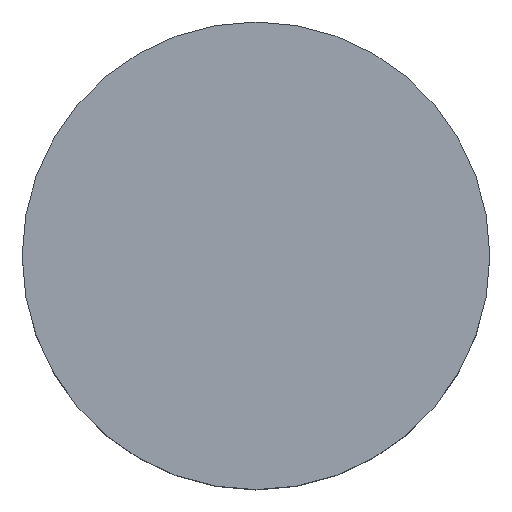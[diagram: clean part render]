
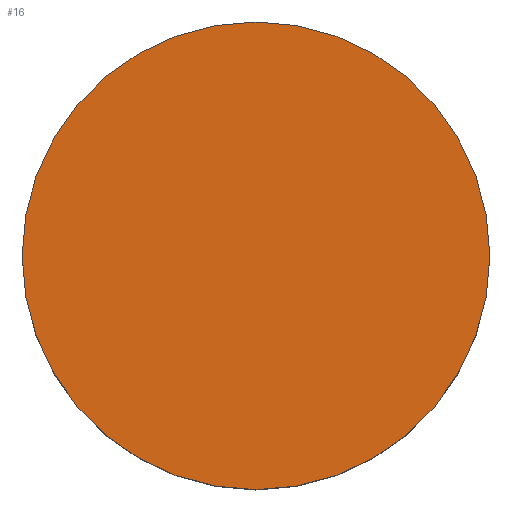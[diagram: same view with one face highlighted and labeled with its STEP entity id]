
A CAD part, top view. The second image highlights one B-rep face of the part: STEP entity #16.
In plain terms, the highlighted planar face has unit normal (0, 0, 1).
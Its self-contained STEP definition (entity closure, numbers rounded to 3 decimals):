
#5 = FACE_OUTER_BOUND ( 'NONE', #127, .T. ) ;
#15 = CARTESIAN_POINT ( 'NONE',  ( 0., 0., 9.25 ) ) ;
#16 = ADVANCED_FACE ( 'NONE', ( #5 ), #174, .T. ) ;
#26 = CIRCLE ( 'NONE', #140, 2.49 ) ;
#32 = AXIS2_PLACEMENT_3D ( 'NONE', #89, #61, #60 ) ;
#45 = CARTESIAN_POINT ( 'NONE',  ( 2.49, 0., 9.25 ) ) ;
#55 = EDGE_CURVE ( 'NONE', #175, #84, #136, .T. ) ;
#60 = DIRECTION ( 'NONE',  ( 1., 0., 0. ) ) ;
#61 = DIRECTION ( 'NONE',  ( 0., 0., 1. ) ) ;
#67 = DIRECTION ( 'NONE',  ( 0., 0., 1. ) ) ;
#83 = DIRECTION ( 'NONE',  ( 1., 0., 0. ) ) ;
#84 = VERTEX_POINT ( 'NONE', #92 ) ;
#89 = CARTESIAN_POINT ( 'NONE',  ( 0., 0., 9.25 ) ) ;
#92 = CARTESIAN_POINT ( 'NONE',  ( -2.49, 0., 9.25 ) ) ;
#110 = ORIENTED_EDGE ( 'NONE', *, *, #55, .T. ) ;
#127 = EDGE_LOOP ( 'NONE', ( #110, #132 ) ) ;
#132 = ORIENTED_EDGE ( 'NONE', *, *, #193, .T. ) ;
#136 = CIRCLE ( 'NONE', #32, 2.49 ) ;
#140 = AXIS2_PLACEMENT_3D ( 'NONE', #15, #201, #202 ) ;
#155 = CARTESIAN_POINT ( 'NONE',  ( 0., 0., 9.25 ) ) ;
#165 = AXIS2_PLACEMENT_3D ( 'NONE', #155, #67, #83 ) ;
#174 = PLANE ( 'NONE',  #165 ) ;
#175 = VERTEX_POINT ( 'NONE', #45 ) ;
#193 = EDGE_CURVE ( 'NONE', #84, #175, #26, .T. ) ;
#201 = DIRECTION ( 'NONE',  ( 0., 0., 1. ) ) ;
#202 = DIRECTION ( 'NONE',  ( 1., 0., 0. ) ) ;
